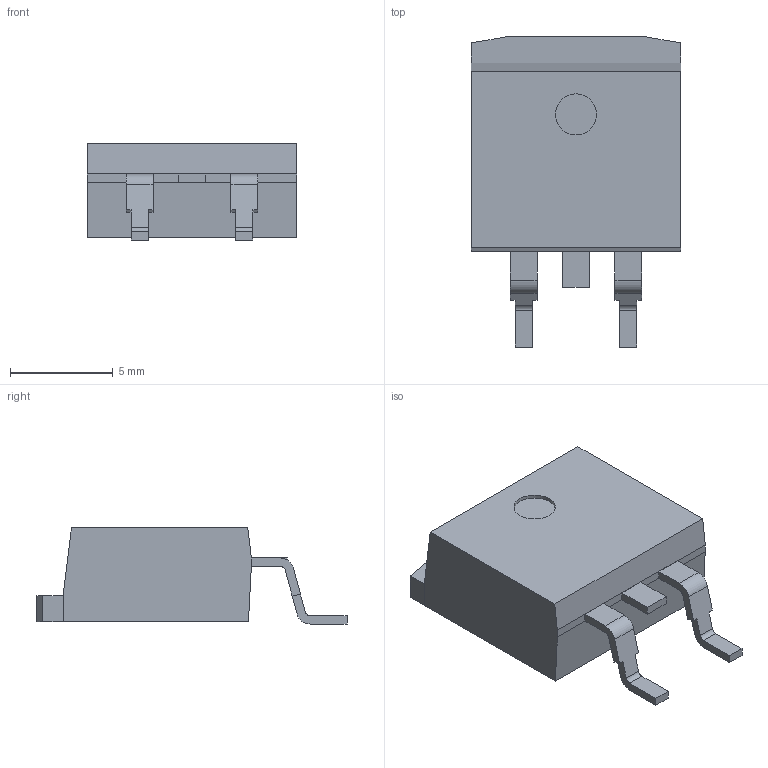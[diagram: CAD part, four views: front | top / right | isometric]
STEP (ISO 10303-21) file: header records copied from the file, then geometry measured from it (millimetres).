
FILE_DESCRIPTION((''),'2;1');
FILE_NAME('KTT0002A_ASM','2015-08-07T',('a0412025'),(''),'PRO/ENGINEER BY PARAMETRIC TECHNOLOGY CORPORATION, 2011490','PRO/ENGINEER BY PARAMETRIC TECHNOLOGY CORPORATION, 2011490','');
FILE_SCHEMA(('AUTOMOTIVE_DESIGN_CC2 { 1 2 10303 214 -1 1 5 2 }'));
Length unit declared in the file: millimetre
Products named in the file (5): BODY-TO263; HTSINK-TO263; LEAD-TO263; LEAD-MIDDLE; KTT0002A_ASM
Assembly tree (5 placements, depth 2):
  KTT0002A_ASM
    BODY-TO263
    HTSINK-TO263
    LEAD-TO263  x2
    LEAD-MIDDLE
Bounding box: 10.16 x 15.07 x 4.67 mm (x, y, z)
Volume: 436.7 mm3; surface area: 593.8 mm2
Topology: 5 solids, 5 shells, 79 faces, 202 edges, 134 vertices
Faces by surface type: plane 69, cylinder 10
Entity records: 2443 total; most frequent: CARTESIAN_POINT 327, DIRECTION 308, ORIENTED_EDGE 308, PRESENTATION_STYLE_ASSIGNMENT 158, STYLED_ITEM 158, CURVE_STYLE 154, EDGE_CURVE 154, VECTOR 142
